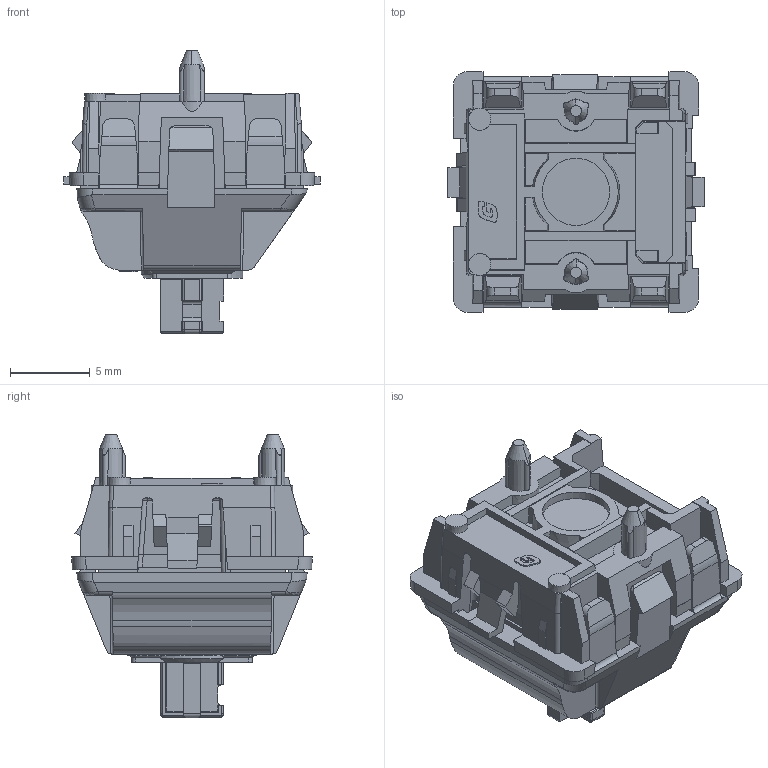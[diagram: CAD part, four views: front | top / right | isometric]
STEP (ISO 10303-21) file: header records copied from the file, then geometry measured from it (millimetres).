
FILE_DESCRIPTION(/* description */ (''),/* implementation_level */ '2;1');
FILE_NAME(/* name */ 'KS-20T-20210922.stp',/* time_stamp */ '2023-09-22T16:07:11+08:00',/* author */ (''),/* organization */ (''),/* preprocessor_version */ 'ST-DEVELOPER v14',/* originating_system */ 'SIEMENS PLM Software NX 8.0',/* authorisation */ '');
FILE_SCHEMA (('AP203_CONFIGURATION_CONTROLLED_3D_DESIGN_OF_MECHANICAL_PARTS_AND_ASSEMBLIES_MIM_LF { 1 0 10303 403 2 1 2}'));
Length unit declared in the file: millimetre
Products named in the file (1): RD-025804F32d58h
Bounding box: 16.1 x 15.1 x 17.8 mm (x, y, z)
Volume: 1510.9 mm3; surface area: 1786 mm2
Topology: 1 solids, 3 shells, 1023 faces, 2996 edges, 1969 vertices
Faces by surface type: plane 742, cylinder 166, extrusion 61, bspline 24, cone 21, sphere 5, torus 4
Full cylindrical faces by diameter (mm): 4.22 x1
Entity records: 36009 total; most frequent: CARTESIAN_POINT 9047, ORIENTED_EDGE 5984, DIRECTION 5038, EDGE_CURVE 2992, VECTOR 2378, LINE 2317, VERTEX_POINT 1968, AXIS2_PLACEMENT_3D 1330
